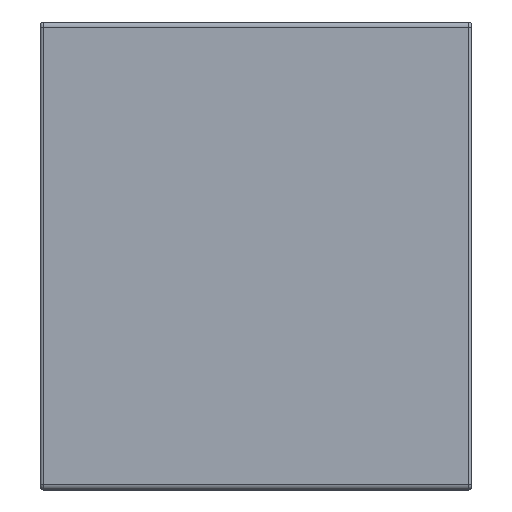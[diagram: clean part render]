
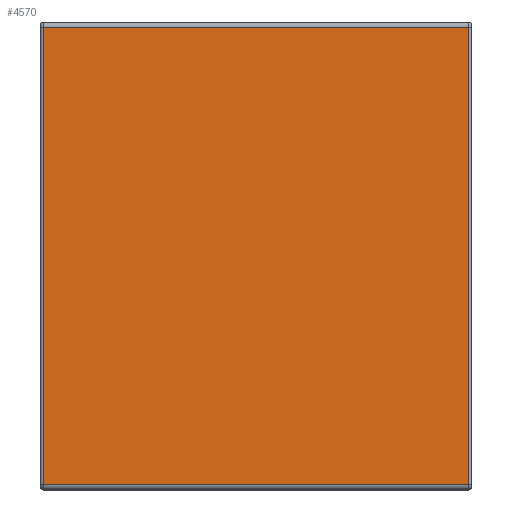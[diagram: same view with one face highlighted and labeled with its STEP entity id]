
A CAD part, top view. The second image highlights one B-rep face of the part: STEP entity #4570.
In plain terms, the highlighted planar face has unit normal (0, 0, 1).
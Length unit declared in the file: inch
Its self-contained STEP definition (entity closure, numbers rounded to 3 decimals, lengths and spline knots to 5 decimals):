
#131=PLANE('',#4913);
#224=LINE('',#8966,#534);
#229=LINE('',#9020,#539);
#231=LINE('',#9026,#541);
#232=LINE('',#9027,#542);
#534=VECTOR('',#5534,0.3937);
#539=VECTOR('',#5565,0.3937);
#541=VECTOR('',#5571,0.3937);
#542=VECTOR('',#5572,0.3937);
#994=FACE_OUTER_BOUND('',#1310,.T.);
#1310=EDGE_LOOP('',(#3237,#3238,#3239,#3240));
#2057=VERTEX_POINT('',#8956);
#2059=VERTEX_POINT('',#8962);
#2069=VERTEX_POINT('',#9019);
#2071=VERTEX_POINT('',#9025);
#2482=EDGE_CURVE('',#2057,#2059,#224,.T.);
#2497=EDGE_CURVE('',#2069,#2059,#229,.T.);
#2500=EDGE_CURVE('',#2071,#2057,#231,.T.);
#2501=EDGE_CURVE('',#2069,#2071,#232,.T.);
#3237=ORIENTED_EDGE('',*,*,#2482,.F.);
#3238=ORIENTED_EDGE('',*,*,#2500,.F.);
#3239=ORIENTED_EDGE('',*,*,#2501,.F.);
#3240=ORIENTED_EDGE('',*,*,#2497,.T.);
#4570=ADVANCED_FACE('',(#994),#131,.T.);
#4913=AXIS2_PLACEMENT_3D('',#9024,#5569,#5570);
#5534=DIRECTION('',(0.,-1.,0.));
#5565=DIRECTION('',(1.,0.,0.));
#5569=DIRECTION('center_axis',(0.,0.,1.));
#5570=DIRECTION('ref_axis',(-1.,0.,0.));
#5571=DIRECTION('',(1.,0.,0.));
#5572=DIRECTION('',(0.,1.,0.));
#8956=CARTESIAN_POINT('',(0.16403,0.04606,0.28));
#8962=CARTESIAN_POINT('',(0.16403,-0.30606,0.28));
#8966=CARTESIAN_POINT('',(0.16403,-0.22,0.28));
#9019=CARTESIAN_POINT('',(-0.16403,-0.30606,0.28));
#9020=CARTESIAN_POINT('',(0.138,-0.30606,0.28));
#9024=CARTESIAN_POINT('Origin',(0.1655,-0.31,0.28));
#9025=CARTESIAN_POINT('',(-0.16403,0.04606,0.28));
#9026=CARTESIAN_POINT('',(0.138,0.04606,0.28));
#9027=CARTESIAN_POINT('',(-0.16403,-0.31,0.28));
